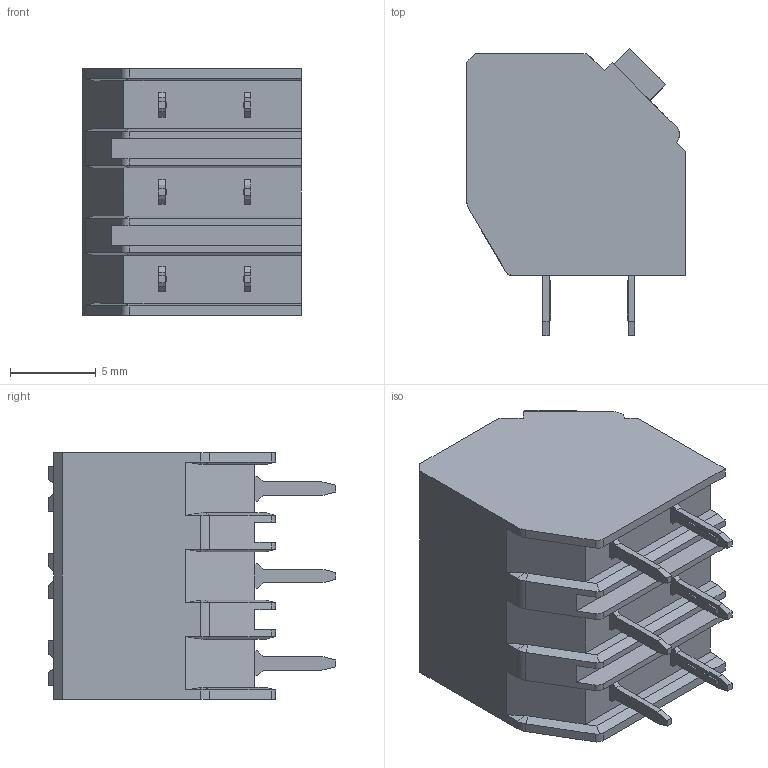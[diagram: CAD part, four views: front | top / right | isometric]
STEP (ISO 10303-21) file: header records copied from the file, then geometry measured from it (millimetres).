
FILE_DESCRIPTION((''),'2;1');
FILE_NAME('TLM-004AT-5_08-XXP-X','2024-09-29T',('sj'),(''),'PRO/ENGINEER BY PARAMETRIC TECHNOLOGY CORPORATION, 2015240','PRO/ENGINEER BY PARAMETRIC TECHNOLOGY CORPORATION, 2015240','');
FILE_SCHEMA(('CONFIG_CONTROL_DESIGN','SHAPE_APPEARANCE_LAYERS_GROUPS'));
Length unit declared in the file: millimetre
Products named in the file (1): TLM-004AT-5_08-XXP-X
Bounding box: 12.7 x 16.72 x 14.36 mm (x, y, z)
Volume: 1885.3 mm3; surface area: 1432.5 mm2
Topology: 1 solids, 1 shells, 294 faces, 809 edges, 532 vertices
Faces by surface type: plane 259, cylinder 29, cone 6
Entity records: 9307 total; most frequent: CARTESIAN_POINT 1783, ORIENTED_EDGE 1618, DIRECTION 1425, EDGE_CURVE 809, VECTOR 709, LINE 709, VERTEX_POINT 532, AXIS2_PLACEMENT_3D 358
